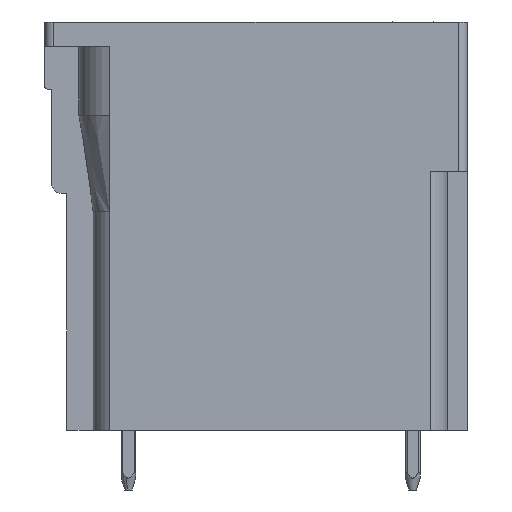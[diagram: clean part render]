
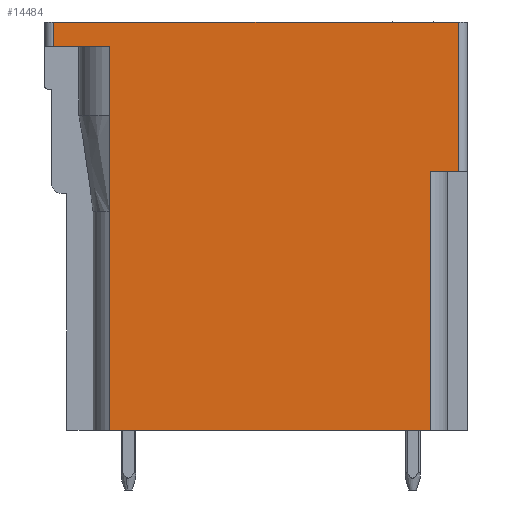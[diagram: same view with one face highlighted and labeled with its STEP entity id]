
A CAD part, left-side view. The second image highlights one B-rep face of the part: STEP entity #14484.
In plain terms, the highlighted planar face has unit normal (-1, 0, 0).
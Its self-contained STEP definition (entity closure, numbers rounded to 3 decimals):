
#14460=AXIS2_PLACEMENT_3D('Plane Axis2P3D',#14457,#14458,#14459) ;
#110=CARTESIAN_POINT('Vertex',(0.,22.2,25.1)) ;
#113=CARTESIAN_POINT('Line Origine',(0.,11.35,25.1)) ;
#117=CARTESIAN_POINT('Vertex',(0.,0.5,25.1)) ;
#2083=CARTESIAN_POINT('Vertex',(0.,2.,3.2)) ;
#2099=CARTESIAN_POINT('Vertex',(0.,2.,17.1)) ;
#2102=CARTESIAN_POINT('Line Origine',(0.,2.,10.15)) ;
#11378=CARTESIAN_POINT('Vertex',(0.,0.5,17.1)) ;
#11381=CARTESIAN_POINT('Line Origine',(0.,1.25,17.1)) ;
#13742=CARTESIAN_POINT('Line Origine',(0.,0.5,14.15)) ;
#14144=CARTESIAN_POINT('Line Origine',(0.,10.6,3.2)) ;
#14148=CARTESIAN_POINT('Vertex',(0.,19.2,3.2)) ;
#14438=CARTESIAN_POINT('Line Origine',(0.,22.2,14.15)) ;
#14442=CARTESIAN_POINT('Vertex',(0.,22.2,23.8)) ;
#14457=CARTESIAN_POINT('Axis2P3D Location',(0.,0.,0.)) ;
#14462=CARTESIAN_POINT('Line Origine',(0.,20.7,23.8)) ;
#14466=CARTESIAN_POINT('Vertex',(0.,19.2,23.8)) ;
#14469=CARTESIAN_POINT('Line Origine',(0.,19.2,13.5)) ;
#114=DIRECTION('Vector Direction',(0.,-1.,0.)) ;
#2103=DIRECTION('Vector Direction',(0.,0.,1.)) ;
#11382=DIRECTION('Vector Direction',(0.,-1.,0.)) ;
#13743=DIRECTION('Vector Direction',(0.,0.,1.)) ;
#14145=DIRECTION('Vector Direction',(0.,-1.,0.)) ;
#14439=DIRECTION('Vector Direction',(0.,0.,1.)) ;
#14458=DIRECTION('Axis2P3D Direction',(-1.,0.,0.)) ;
#14459=DIRECTION('Axis2P3D XDirection',(0.,0.,1.)) ;
#14463=DIRECTION('Vector Direction',(0.,-1.,0.)) ;
#14470=DIRECTION('Vector Direction',(0.,0.,1.)) ;
#115=VECTOR('Line Direction',#114,1.) ;
#2104=VECTOR('Line Direction',#2103,1.) ;
#11383=VECTOR('Line Direction',#11382,1.) ;
#13744=VECTOR('Line Direction',#13743,1.) ;
#14146=VECTOR('Line Direction',#14145,1.) ;
#14440=VECTOR('Line Direction',#14439,1.) ;
#14464=VECTOR('Line Direction',#14463,1.) ;
#14471=VECTOR('Line Direction',#14470,1.) ;
#14475=ORIENTED_EDGE('',*,*,#14150,.T.) ;
#14476=ORIENTED_EDGE('',*,*,#2106,.T.) ;
#14477=ORIENTED_EDGE('',*,*,#11385,.F.) ;
#14478=ORIENTED_EDGE('',*,*,#13746,.T.) ;
#14479=ORIENTED_EDGE('',*,*,#119,.T.) ;
#14480=ORIENTED_EDGE('',*,*,#14444,.T.) ;
#14481=ORIENTED_EDGE('',*,*,#14468,.F.) ;
#14482=ORIENTED_EDGE('',*,*,#14473,.F.) ;
#14484=ADVANCED_FACE('HOUSING',(#14483),#14461,.T.) ;
#119=EDGE_CURVE('',#118,#111,#116,.F.) ;
#2106=EDGE_CURVE('',#2084,#2100,#2105,.T.) ;
#11385=EDGE_CURVE('',#11379,#2100,#11384,.F.) ;
#13746=EDGE_CURVE('',#11379,#118,#13745,.T.) ;
#14150=EDGE_CURVE('',#14149,#2084,#14147,.T.) ;
#14444=EDGE_CURVE('',#111,#14443,#14441,.F.) ;
#14468=EDGE_CURVE('',#14467,#14443,#14465,.F.) ;
#14473=EDGE_CURVE('',#14149,#14467,#14472,.T.) ;
#14474=EDGE_LOOP('',(#14475,#14476,#14477,#14478,#14479,#14480,#14481,#14482)) ;
#14483=FACE_OUTER_BOUND('',#14474,.T.) ;
#116=LINE('Line',#113,#115) ;
#2105=LINE('Line',#2102,#2104) ;
#11384=LINE('Line',#11381,#11383) ;
#13745=LINE('Line',#13742,#13744) ;
#14147=LINE('Line',#14144,#14146) ;
#14441=LINE('Line',#14438,#14440) ;
#14465=LINE('Line',#14462,#14464) ;
#14472=LINE('Line',#14469,#14471) ;
#14461=PLANE('',#14460) ;
#111=VERTEX_POINT('',#110) ;
#118=VERTEX_POINT('',#117) ;
#2084=VERTEX_POINT('',#2083) ;
#2100=VERTEX_POINT('',#2099) ;
#11379=VERTEX_POINT('',#11378) ;
#14149=VERTEX_POINT('',#14148) ;
#14443=VERTEX_POINT('',#14442) ;
#14467=VERTEX_POINT('',#14466) ;
